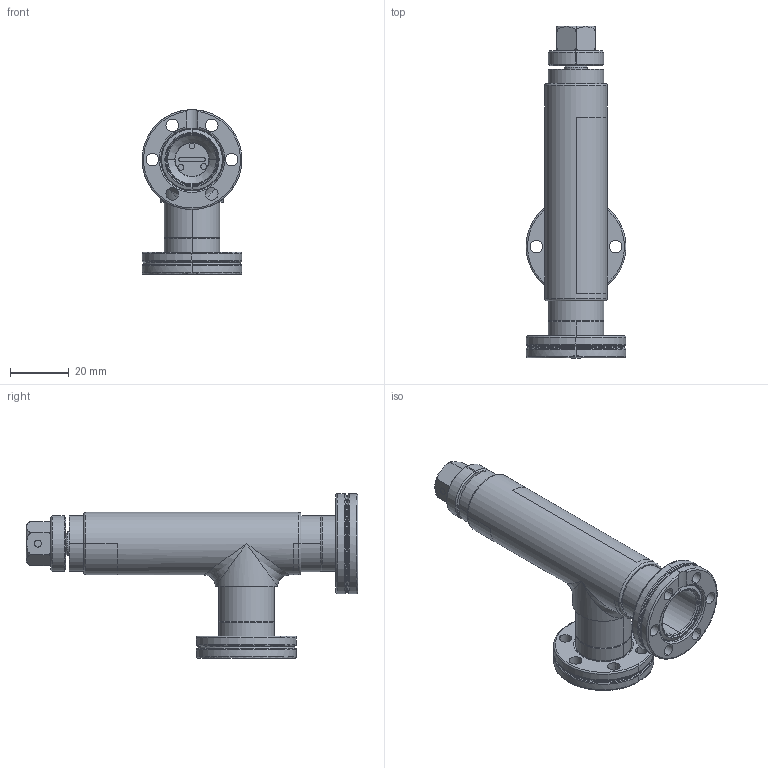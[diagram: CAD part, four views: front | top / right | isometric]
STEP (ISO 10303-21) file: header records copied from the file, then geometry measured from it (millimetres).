
FILE_DESCRIPTION((''),'2;1');
FILE_NAME('ZCR20R','2017-05-04T',('keith.feeley'),(''),'CREO PARAMETRIC BY PTC INC, 2015380','CREO PARAMETRIC BY PTC INC, 2015380','');
FILE_SCHEMA(('AUTOMOTIVE_DESIGN { 1 0 10303 214 1 1 1 1 }'));
Length unit declared in the file: millimetre
Products named in the file (1): ZCR20R
Bounding box: 34.1 x 113.27 x 56.2 mm (x, y, z)
Volume: 35001.2 mm3; surface area: 31123.3 mm2
Topology: 4 solids, 10 shells, 467 faces, 1103 edges, 666 vertices
Faces by surface type: cylinder 187, torus 106, plane 86, cone 74, bspline 8, sphere 6
Entity records: 17617 total; most frequent: CARTESIAN_POINT 6197, DIRECTION 2566, ORIENTED_EDGE 2154, AXIS2_PLACEMENT_3D 1107, EDGE_CURVE 1091, VERTEX_POINT 666, CIRCLE 647, EDGE_LOOP 543
